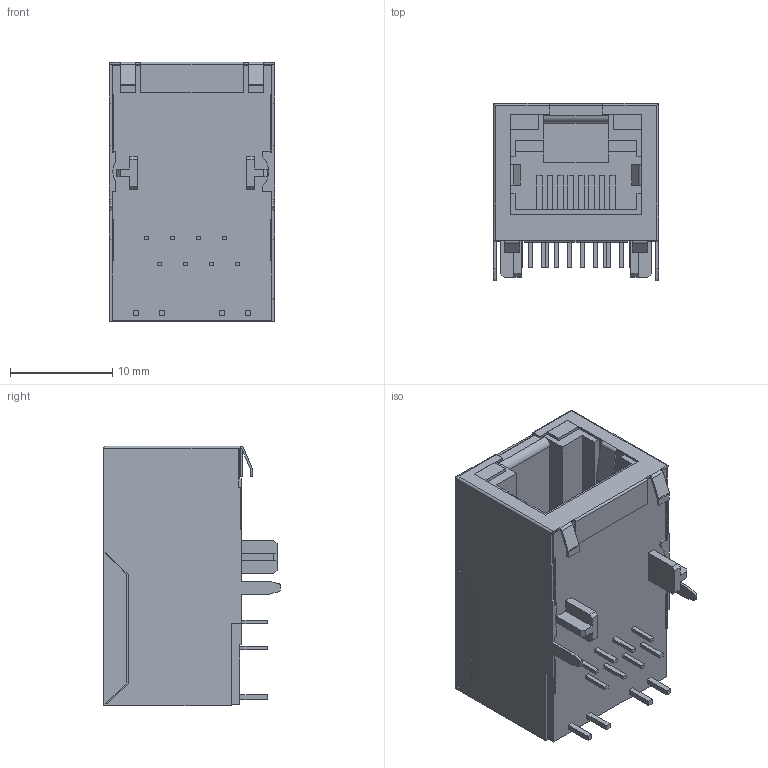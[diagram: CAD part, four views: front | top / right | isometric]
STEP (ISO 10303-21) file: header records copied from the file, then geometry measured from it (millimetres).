
FILE_DESCRIPTION (( 'STEP AP214' ), '1' );
FILE_NAME ('J1011F01PNL_3D.STEP', '2017-06-29T08:50:09', ( '' ), ( '' ), 'SwSTEP 2.0', 'SolidWorks 2015', '' );
FILE_SCHEMA (( 'AUTOMOTIVE_DESIGN' ));
Length unit declared in the file: millimetre
Products named in the file (1): J1011F01PNL_3D
Bounding box: 16.15 x 17.3 x 25.4 mm (x, y, z)
Volume: 4240.4 mm3; surface area: 5498.2 mm2
Topology: 2 solids, 2 shells, 333 faces, 939 edges, 622 vertices
Faces by surface type: plane 302, cylinder 31
Entity records: 13884 total; most frequent: CARTESIAN_POINT 1925, ORIENTED_EDGE 1878, DIRECTION 1661, EDGE_CURVE 939, VECTOR 877, LINE 877, VERTEX_POINT 622, AXIS2_PLACEMENT_3D 392
